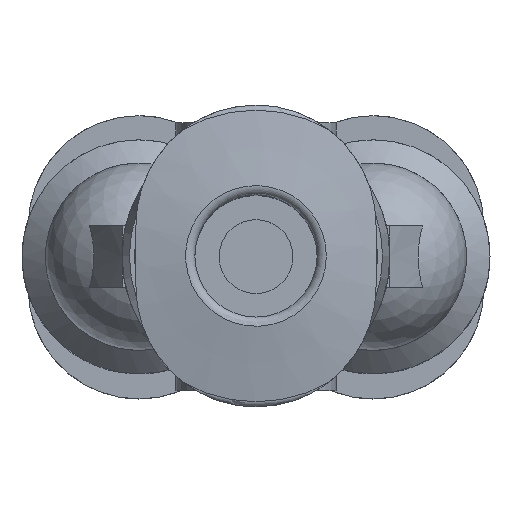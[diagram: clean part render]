
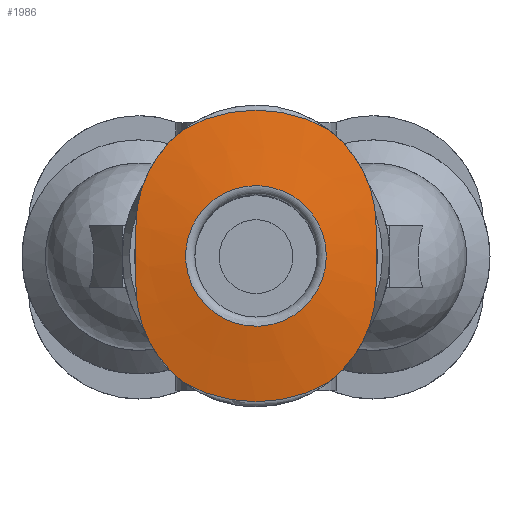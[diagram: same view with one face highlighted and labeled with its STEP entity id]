
A CAD part, top view. The second image highlights one B-rep face of the part: STEP entity #1986.
In plain terms, the highlighted conical face has half-angle 80 degrees and reference radius 4.735 mm.
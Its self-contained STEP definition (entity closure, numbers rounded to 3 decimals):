
#46=CONICAL_SURFACE('',#2151,4.735,1.396);
#81=B_SPLINE_CURVE_WITH_KNOTS('',3,(#2967,#2968,#2969,#2970),
 .UNSPECIFIED.,.F.,.F.,(4,4),(0.,0.004),
 .UNSPECIFIED.);
#82=B_SPLINE_CURVE_WITH_KNOTS('',3,(#2976,#2977,#2978,#2979),
 .UNSPECIFIED.,.F.,.F.,(4,4),(0.,0.004),
 .UNSPECIFIED.);
#85=B_SPLINE_CURVE_WITH_KNOTS('',3,(#2991,#2992,#2993,#2994),
 .UNSPECIFIED.,.F.,.F.,(4,4),(0.002,0.004),
 .UNSPECIFIED.);
#86=B_SPLINE_CURVE_WITH_KNOTS('',3,(#2998,#2999,#3000,#3001),
 .UNSPECIFIED.,.F.,.F.,(4,4),(0.,0.004),
 .UNSPECIFIED.);
#87=B_SPLINE_CURVE_WITH_KNOTS('',3,(#3005,#3006,#3007,#3008),
 .UNSPECIFIED.,.F.,.F.,(4,4),(0.,0.004),
 .UNSPECIFIED.);
#90=B_SPLINE_CURVE_WITH_KNOTS('',3,(#3020,#3021,#3022,#3023),
 .UNSPECIFIED.,.F.,.F.,(4,4),(0.002,0.004),
 .UNSPECIFIED.);
#472=ORIENTED_EDGE('',*,*,#717,.F.);
#473=ORIENTED_EDGE('',*,*,#699,.F.);
#474=ORIENTED_EDGE('',*,*,#718,.T.);
#475=ORIENTED_EDGE('',*,*,#702,.F.);
#476=ORIENTED_EDGE('',*,*,#712,.F.);
#477=ORIENTED_EDGE('',*,*,#707,.F.);
#478=ORIENTED_EDGE('',*,*,#719,.T.);
#479=ORIENTED_EDGE('',*,*,#709,.F.);
#480=ORIENTED_EDGE('',*,*,#705,.F.);
#699=EDGE_CURVE('',#852,#853,#81,.T.);
#702=EDGE_CURVE('',#854,#855,#82,.T.);
#705=EDGE_CURVE('',#853,#857,#85,.T.);
#707=EDGE_CURVE('',#858,#859,#86,.T.);
#709=EDGE_CURVE('',#857,#860,#87,.T.);
#712=EDGE_CURVE('',#859,#854,#90,.T.);
#717=EDGE_CURVE('',#866,#866,#965,.T.);
#718=EDGE_CURVE('',#852,#855,#966,.T.);
#719=EDGE_CURVE('',#858,#860,#967,.T.);
#852=VERTEX_POINT('',#2971);
#853=VERTEX_POINT('',#2972);
#854=VERTEX_POINT('',#2975);
#855=VERTEX_POINT('',#2980);
#857=VERTEX_POINT('',#2995);
#858=VERTEX_POINT('',#3002);
#859=VERTEX_POINT('',#3003);
#860=VERTEX_POINT('',#3009);
#866=VERTEX_POINT('',#3038);
#965=CIRCLE('',#2150,2.284);
#966=CIRCLE('',#2152,4.735);
#967=CIRCLE('',#2153,4.735);
#1078=EDGE_LOOP('',(#472));
#1079=EDGE_LOOP('',(#473,#474,#475,#476,#477,#478,#479,#480));
#1212=FACE_BOUND('',#1078,.T.);
#1213=FACE_BOUND('',#1079,.T.);
#1986=ADVANCED_FACE('',(#1212,#1213),#46,.T.);
#2150=AXIS2_PLACEMENT_3D('',#3037,#2488,#2489);
#2151=AXIS2_PLACEMENT_3D('',#3039,#2490,#2491);
#2152=AXIS2_PLACEMENT_3D('',#3040,#2492,#2493);
#2153=AXIS2_PLACEMENT_3D('',#3041,#2494,#2495);
#2488=DIRECTION('',(0.,0.,1.));
#2489=DIRECTION('',(1.,0.,0.));
#2490=DIRECTION('',(0.,0.,-1.));
#2491=DIRECTION('',(-1.,0.,0.));
#2492=DIRECTION('',(0.,0.,1.));
#2493=DIRECTION('',(1.,0.,0.));
#2494=DIRECTION('',(0.,0.,1.));
#2495=DIRECTION('',(1.,0.,0.));
#2967=CARTESIAN_POINT('',(2.361,4.104,27.068));
#2968=CARTESIAN_POINT('',(3.321,3.373,27.095));
#2969=CARTESIAN_POINT('',(3.9,2.206,27.14));
#2970=CARTESIAN_POINT('',(3.9,1.,27.193));
#2971=CARTESIAN_POINT('',(2.361,4.104,27.068));
#2972=CARTESIAN_POINT('',(3.9,1.,27.193));
#2975=CARTESIAN_POINT('',(-3.9,1.,27.193));
#2976=CARTESIAN_POINT('',(-3.9,1.,27.193));
#2977=CARTESIAN_POINT('',(-3.9,2.206,27.14));
#2978=CARTESIAN_POINT('',(-3.322,3.373,27.095));
#2979=CARTESIAN_POINT('',(-2.361,4.104,27.068));
#2980=CARTESIAN_POINT('',(-2.361,4.104,27.068));
#2991=CARTESIAN_POINT('',(3.9,1.,27.193));
#2992=CARTESIAN_POINT('',(3.9,0.334,27.222));
#2993=CARTESIAN_POINT('',(3.9,-0.333,27.222));
#2994=CARTESIAN_POINT('',(3.9,-1.,27.193));
#2995=CARTESIAN_POINT('',(3.9,-1.,27.193));
#2998=CARTESIAN_POINT('',(-2.361,-4.104,27.068));
#2999=CARTESIAN_POINT('',(-3.321,-3.373,27.095));
#3000=CARTESIAN_POINT('',(-3.9,-2.206,27.14));
#3001=CARTESIAN_POINT('',(-3.9,-1.,27.193));
#3002=CARTESIAN_POINT('',(-2.361,-4.104,27.068));
#3003=CARTESIAN_POINT('',(-3.9,-1.,27.193));
#3005=CARTESIAN_POINT('',(3.9,-1.,27.193));
#3006=CARTESIAN_POINT('',(3.9,-2.206,27.14));
#3007=CARTESIAN_POINT('',(3.322,-3.373,27.095));
#3008=CARTESIAN_POINT('',(2.361,-4.104,27.068));
#3009=CARTESIAN_POINT('',(2.361,-4.104,27.068));
#3020=CARTESIAN_POINT('',(-3.9,-1.,27.193));
#3021=CARTESIAN_POINT('',(-3.9,-0.334,27.222));
#3022=CARTESIAN_POINT('',(-3.9,0.333,27.222));
#3023=CARTESIAN_POINT('',(-3.9,1.,27.193));
#3037=CARTESIAN_POINT('',(0.,0.,27.5));
#3038=CARTESIAN_POINT('',(2.284,0.,27.5));
#3039=CARTESIAN_POINT('',(0.,0.,27.068));
#3040=CARTESIAN_POINT('',(0.,0.,27.068));
#3041=CARTESIAN_POINT('',(0.,0.,27.068));
